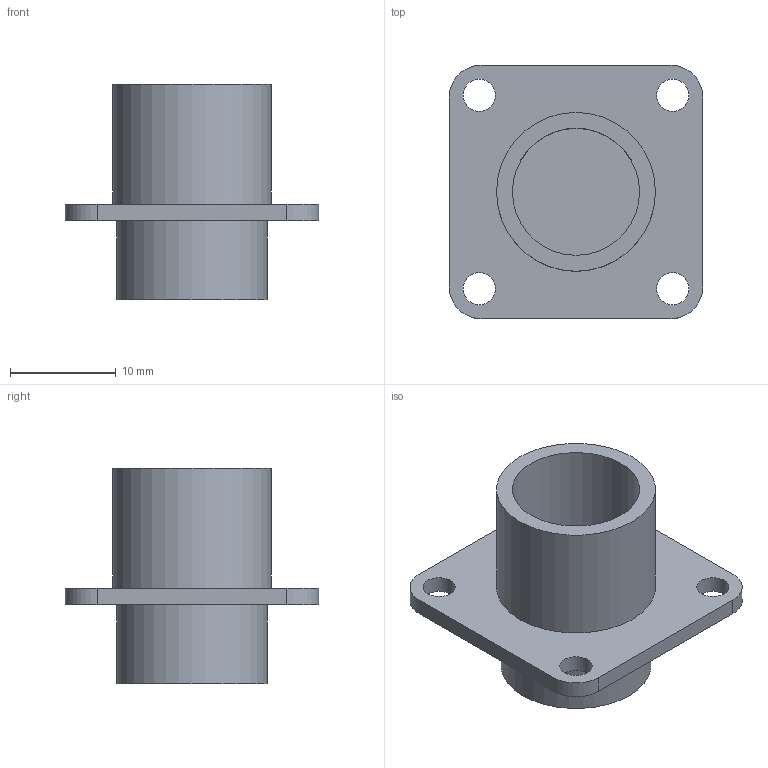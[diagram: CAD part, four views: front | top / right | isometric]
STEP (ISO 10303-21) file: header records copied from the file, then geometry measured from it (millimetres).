
FILE_DESCRIPTION(/* description */ (''),/* implementation_level */ '2;1');
FILE_NAME(/* name */ '62IN-12E-10-7P.stp',/* time_stamp */ '2021-10-18T15:14:48+03:00',/* author */ ('vays1'),/* organization */ (''),/* preprocessor_version */ 'ST-DEVELOPER v16.5',/* originating_system */ 'Autodesk Inventor 2017',/* authorisation */ '');
FILE_SCHEMA (('AUTOMOTIVE_DESIGN { 1 0 10303 214 3 1 1 }'));
Length unit declared in the file: millimetre
Products named in the file (1): 62IN-12E-10-7P
Bounding box: 23.93 x 23.93 x 20.32 mm (x, y, z)
Volume: 2882.9 mm3; surface area: 2515.4 mm2
Topology: 1 solids, 1 shells, 20 faces, 49 edges, 34 vertices
Faces by surface type: cylinder 11, plane 9
Full cylindrical faces by diameter (mm): 3.05 x4, 12 x1, 14.17 x1, 14.99 x1
Entity records: 576 total; most frequent: DIRECTION 102, CARTESIAN_POINT 89, ORIENTED_EDGE 76, AXIS2_PLACEMENT_3D 43, EDGE_LOOP 38, EDGE_CURVE 38, VERTEX_POINT 30, CIRCLE 22
